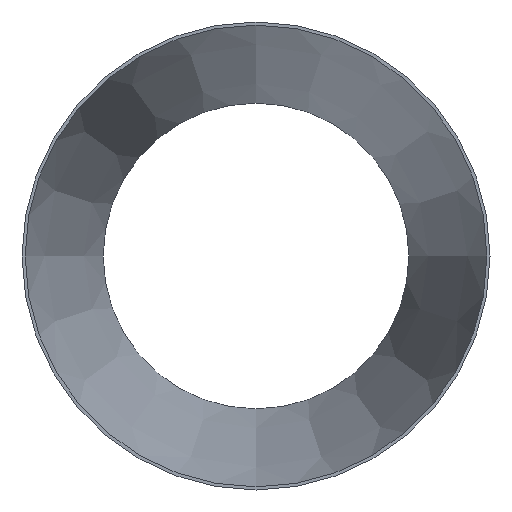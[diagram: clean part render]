
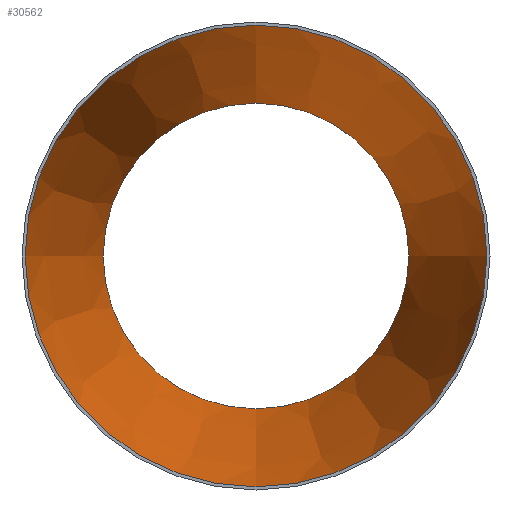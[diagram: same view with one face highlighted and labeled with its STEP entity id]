
A CAD part, front view. The second image highlights one B-rep face of the part: STEP entity #30562.
In plain terms, the highlighted conical face has half-angle 11.281 degrees and reference radius 224.941 mm.
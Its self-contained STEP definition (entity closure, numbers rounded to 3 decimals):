
#3094 = DIRECTION ( 'NONE',  ( 0., 0., -1. ) ) ;
#4442 = VERTEX_POINT ( 'NONE', #13973 ) ;
#10081 = FACE_BOUND ( 'NONE', #17635, .T. ) ;
#13247 = CARTESIAN_POINT ( 'NONE',  ( 0., 381., 0. ) ) ;
#13973 = CARTESIAN_POINT ( 'NONE',  ( 0., 0., -224.941 ) ) ;
#13975 = FACE_OUTER_BOUND ( 'NONE', #30681, .T. ) ;
#16039 = AXIS2_PLACEMENT_3D ( 'NONE', #37136, #31264, #17215 ) ;
#17053 = DIRECTION ( 'NONE',  ( 0., -1., 0. ) ) ;
#17215 = DIRECTION ( 'NONE',  ( 0., 0., -1. ) ) ;
#17635 = EDGE_LOOP ( 'NONE', ( #30308 ) ) ;
#18079 = CONICAL_SURFACE ( 'NONE', #16039, 224.941, 0.197 ) ;
#19874 = DIRECTION ( 'NONE',  ( 0., 0., -1. ) ) ;
#20518 = CARTESIAN_POINT ( 'NONE',  ( 0., 0., 0. ) ) ;
#23210 = EDGE_CURVE ( 'NONE', #4442, #4442, #30398, .T. ) ;
#26862 = EDGE_CURVE ( 'NONE', #37344, #37344, #35334, .T. ) ;
#29754 = AXIS2_PLACEMENT_3D ( 'NONE', #20518, #17053, #19874 ) ;
#30016 = ORIENTED_EDGE ( 'NONE', *, *, #23210, .T. ) ;
#30308 = ORIENTED_EDGE ( 'NONE', *, *, #26862, .F. ) ;
#30398 = CIRCLE ( 'NONE', #29754, 224.941 ) ;
#30562 = ADVANCED_FACE ( 'NONE', ( #10081, #13975 ), #18079, .F. ) ;
#30681 = EDGE_LOOP ( 'NONE', ( #30016 ) ) ;
#31264 = DIRECTION ( 'NONE',  ( 0., -1., 0. ) ) ;
#32741 = DIRECTION ( 'NONE',  ( 0., -1., 0. ) ) ;
#35334 = CIRCLE ( 'NONE', #40918, 148.941 ) ;
#37136 = CARTESIAN_POINT ( 'NONE',  ( 0., 0., 0. ) ) ;
#37344 = VERTEX_POINT ( 'NONE', #37776 ) ;
#37776 = CARTESIAN_POINT ( 'NONE',  ( 0., 381., -148.941 ) ) ;
#40918 = AXIS2_PLACEMENT_3D ( 'NONE', #13247, #32741, #3094 ) ;
